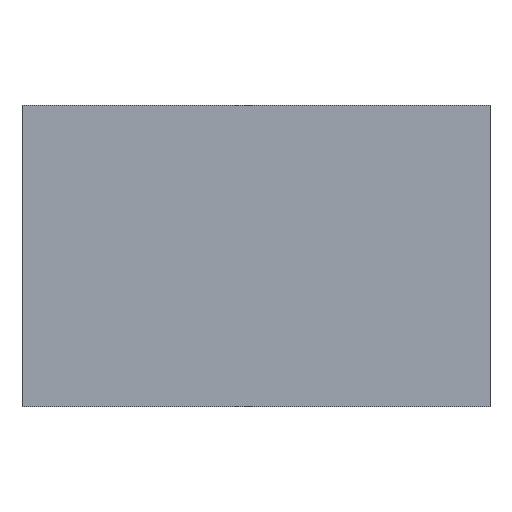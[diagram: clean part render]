
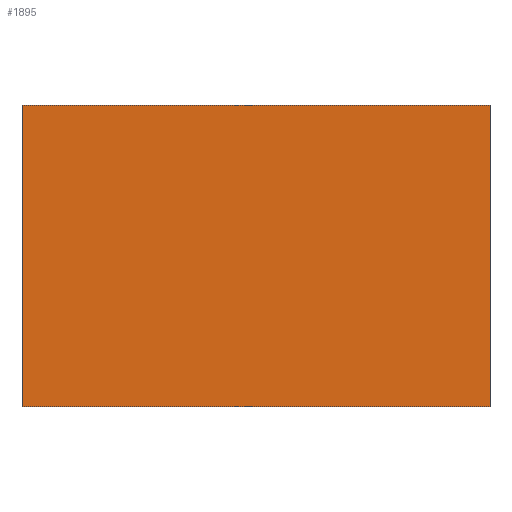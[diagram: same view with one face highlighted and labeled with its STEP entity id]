
A CAD part, top view. The second image highlights one B-rep face of the part: STEP entity #1895.
In plain terms, the highlighted planar face has unit normal (0, 0, 1).
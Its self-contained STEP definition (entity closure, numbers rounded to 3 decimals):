
#40 = DIRECTION ( 'NONE',  ( 0., 0., -1. ) ) ;
#87 = EDGE_CURVE ( 'NONE', #1332, #2618, #2487, .T. ) ;
#100 = LINE ( 'NONE', #1012, #2047 ) ;
#315 = EDGE_CURVE ( 'NONE', #2618, #1344, #100, .T. ) ;
#482 = CARTESIAN_POINT ( 'NONE',  ( -8.15, 0., 8.6 ) ) ;
#488 = ORIENTED_EDGE ( 'NONE', *, *, #2183, .T. ) ;
#492 = DIRECTION ( 'NONE',  ( -1., 0., 0. ) ) ;
#495 = DIRECTION ( 'NONE',  ( 0., -1., 0. ) ) ;
#855 = CARTESIAN_POINT ( 'NONE',  ( 8.15, 0., 8.6 ) ) ;
#859 = DIRECTION ( 'NONE',  ( -1., 0., 0. ) ) ;
#877 = CARTESIAN_POINT ( 'NONE',  ( -8.15, 10.5, 8.6 ) ) ;
#1005 = VERTEX_POINT ( 'NONE', #2096 ) ;
#1012 = CARTESIAN_POINT ( 'NONE',  ( -8.15, 0., 8.6 ) ) ;
#1252 = VECTOR ( 'NONE', #2429, 1000. ) ;
#1315 = CARTESIAN_POINT ( 'NONE',  ( -8.15, 10.5, 8.6 ) ) ;
#1332 = VERTEX_POINT ( 'NONE', #877 ) ;
#1344 = VERTEX_POINT ( 'NONE', #1678 ) ;
#1415 = PLANE ( 'NONE',  #1784 ) ;
#1471 = EDGE_CURVE ( 'NONE', #1344, #1005, #2134, .T. ) ;
#1491 = LINE ( 'NONE', #1315, #1789 ) ;
#1646 = CARTESIAN_POINT ( 'NONE',  ( -8.15, 0., 8.6 ) ) ;
#1678 = CARTESIAN_POINT ( 'NONE',  ( 8.15, 0., 8.6 ) ) ;
#1784 = AXIS2_PLACEMENT_3D ( 'NONE', #2314, #40, #492 ) ;
#1789 = VECTOR ( 'NONE', #859, 1000. ) ;
#1828 = VECTOR ( 'NONE', #495, 1000. ) ;
#1843 = ORIENTED_EDGE ( 'NONE', *, *, #1471, .T. ) ;
#1895 = ADVANCED_FACE ( 'NONE', ( #2027 ), #1415, .F. ) ;
#2027 = FACE_OUTER_BOUND ( 'NONE', #2272, .T. ) ;
#2047 = VECTOR ( 'NONE', #2768, 1000. ) ;
#2096 = CARTESIAN_POINT ( 'NONE',  ( 8.15, 10.5, 8.6 ) ) ;
#2134 = LINE ( 'NONE', #855, #1252 ) ;
#2183 = EDGE_CURVE ( 'NONE', #1005, #1332, #1491, .T. ) ;
#2272 = EDGE_LOOP ( 'NONE', ( #1843, #488, #2757, #2584 ) ) ;
#2314 = CARTESIAN_POINT ( 'NONE',  ( 0., 0., 8.6 ) ) ;
#2429 = DIRECTION ( 'NONE',  ( 0., 1., 0. ) ) ;
#2487 = LINE ( 'NONE', #482, #1828 ) ;
#2584 = ORIENTED_EDGE ( 'NONE', *, *, #315, .T. ) ;
#2618 = VERTEX_POINT ( 'NONE', #1646 ) ;
#2757 = ORIENTED_EDGE ( 'NONE', *, *, #87, .T. ) ;
#2768 = DIRECTION ( 'NONE',  ( 1., 0., 0. ) ) ;
